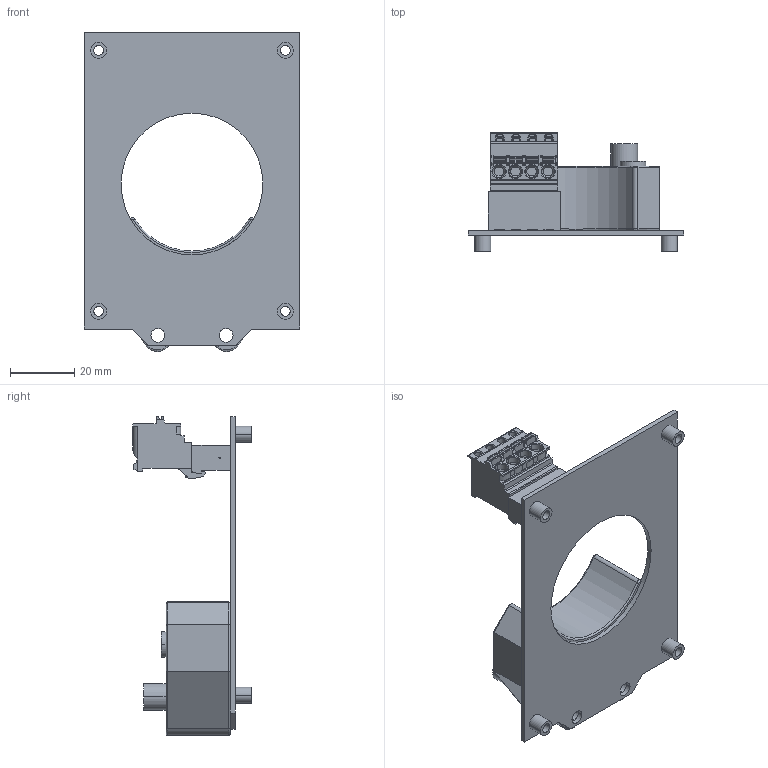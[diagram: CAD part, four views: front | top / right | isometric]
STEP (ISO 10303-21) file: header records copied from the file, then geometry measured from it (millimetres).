
FILE_DESCRIPTION((''),'2;1');
FILE_NAME('DM_CAD-0277A_SW0001','2014-10-07T',('Creinig-se'),(''),'PRO/ENGINEER BY PARAMETRIC TECHNOLOGY CORPORATION, 2013050','PRO/ENGINEER BY PARAMETRIC TECHNOLOGY CORPORATION, 2013050','');
FILE_SCHEMA(('CONFIG_CONTROL_DESIGN'));
Length unit declared in the file: millimetre
Products named in the file (1): DM_CAD-0277A_SW0001
Bounding box: 67 x 36.9 x 99.07 mm (x, y, z)
Volume: 44881 mm3; surface area: 19594.9 mm2
Topology: 1 solids, 1 shells, 669 faces, 1913 edges, 1376 vertices
Faces by surface type: plane 426, cylinder 193, torus 18, cone 18, sphere 10, bspline 4
Entity records: 27200 total; most frequent: CARTESIAN_POINT 4569, DIRECTION 3661, ORIENTED_EDGE 3592, EDGE_CURVE 1796, VECTOR 1313, LINE 1313, AXIS2_PLACEMENT_3D 1174, VERTEX_POINT 1162
